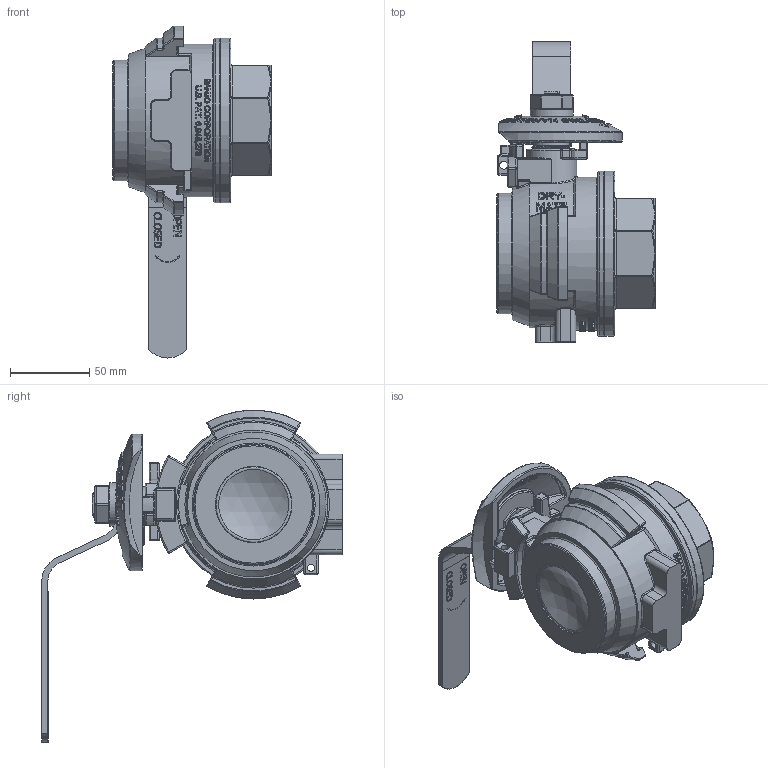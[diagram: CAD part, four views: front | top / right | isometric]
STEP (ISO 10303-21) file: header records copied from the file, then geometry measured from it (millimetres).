
FILE_DESCRIPTION(/* description */ ('2" SS FP MALE x FEMALE BSPP w/ PTFE SEALS'),/* implementation_level */ '2;1');
FILE_NAME(/* name */ 'DM220ABSS.stp',/* time_stamp */ '2023-04-21T14:54:17-04:00',/* author */ ('ALR'),/* organization */ (''),/* preprocessor_version */ 'ST-DEVELOPER v18.1',/* originating_system */ 'Autodesk Inventor 2022',/* authorisation */ '');
FILE_SCHEMA (('AUTOMOTIVE_DESIGN { 1 0 10303 214 3 1 1 }'));
Products named in the file (21): DM220ABSS; DM220ABSSX; DM25254MSS; DB20281; DM25153SSM; DM25151SS; DM25155SS; DM25204SS; DM25255SSH; DM25256BSS; DM25288MSS; VSS15020; VSS15021; VSS15060; VSS15159; VSS15160; VSS15160M; VSS15160S; VSS15160F; DM25258FV1; DM25258FV2
Assembly tree (21 placements, depth 4):
  DM220ABSS
    DM220ABSSX
      DM25254MSS
      DB20281  x2
      DM25153SSM
      DM25151SS
      DM25155SS
      DM25204SS
      DM25255SSH
      DM25256BSS
      DM25288MSS
      VSS15020
      VSS15021
      VSS15060
      VSS15159
      VSS15160
        VSS15160M
        VSS15160S
        VSS15160F
      DM25258FV1
      DM25258FV2
Bounding box: 99.82 x 189.7 x 209.68 mm (x, y, z)
Volume: 417060.2 mm3; surface area: 219255.5 mm2
Topology: 22 solids, 22 shells, 2510 faces, 6394 edges, 4071 vertices
Faces by surface type: plane 856, bspline 786, cylinder 521, sphere 172, torus 115, cone 60
Full cylindrical faces by diameter (mm): 4.572 x1, 5.08 x1, 14.732 x6, 16.825 x2, 16.993 x1, 17.018 x3, 17.17 x1, 17.526 x2, 19.99 x1, 20.066 x1, 21.336 x1, 22.261 x2, 22.606 x1, 23.19 x3, 23.368 x4, 25.4 x7, 48.26 x1, 50.038 x2, 50.8 x2, 55.55 x1, 56.702 x9, 59.614 x8, 68.072 x3, 68.199 x1, 76.2 x1, 83.566 x2, 83.82 x1, 86.335 x4, 86.792 x4, 88.646 x5
Entity records: 106451 total; most frequent: CARTESIAN_POINT 48438, ORIENTED_EDGE 12726, DIRECTION 9889, EDGE_CURVE 6363, VERTEX_POINT 4069, AXIS2_PLACEMENT_3D 3688, EDGE_LOOP 2718, LINE 2513
